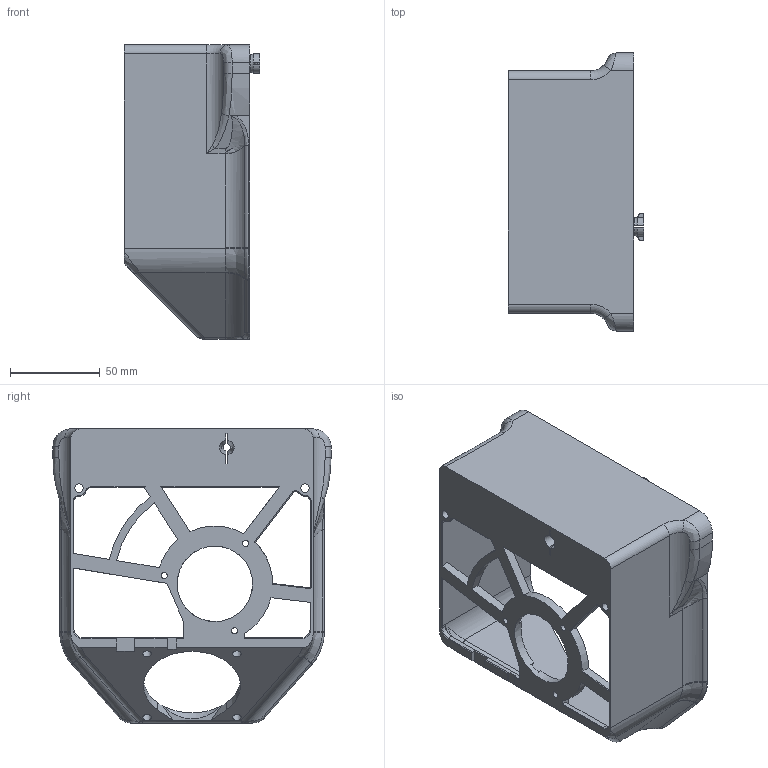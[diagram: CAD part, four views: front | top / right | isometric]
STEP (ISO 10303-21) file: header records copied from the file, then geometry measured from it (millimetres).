
FILE_DESCRIPTION(/* description */ (''),/* implementation_level */ '2;1');
FILE_NAME(/* name */ '',/* time_stamp */ '2025-08-07T20:44:29+03:00',/* author */ (''),/* organization */ (''),/* preprocessor_version */ 'ST-DEVELOPER v20.1',/* originating_system */ 'Autodesk Translation Framework v14.10.0.0',/* authorisation */ '');
FILE_SCHEMA (('AUTOMOTIVE_DESIGN { 1 0 10303 214 3 1 1 }'));
Length unit declared in the file: millimetre
Products named in the file (1): Copy of Copy (2) of ^Voron-Exhaust-ETK-SFS-with-fan_默认.
STEP_默认
Bounding box: 75.67 x 154.8 x 163.71 mm (x, y, z)
Volume: 142613.2 mm3; surface area: 100311.7 mm2
Topology: 1 solids, 1 shells, 247 faces, 697 edges, 441 vertices
Faces by surface type: plane 98, cylinder 80, bspline 38, torus 20, cone 11
Full cylindrical faces by diameter (mm): 3.4 x3, 4.7 x8, 42.03 x1
Entity records: 12875 total; most frequent: CARTESIAN_POINT 6552, ORIENTED_EDGE 1386, DIRECTION 1246, EDGE_CURVE 693, AXIS2_PLACEMENT_3D 444, VERTEX_POINT 441, LINE 358, VECTOR 358
